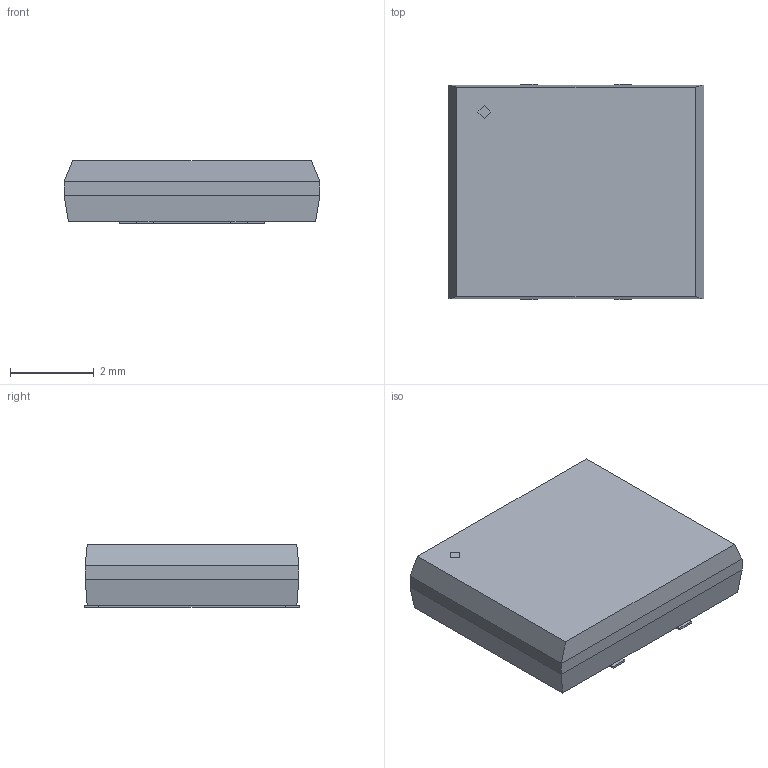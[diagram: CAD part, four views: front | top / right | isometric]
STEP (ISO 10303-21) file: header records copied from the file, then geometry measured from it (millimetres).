
FILE_DESCRIPTION(('STEP AP214'),'1');
FILE_NAME('DQY8_3P2X4P3','2019-04-28T03:39:14',(''),(''),'','','');
FILE_SCHEMA(('AUTOMOTIVE_DESIGN'));
Length unit declared in the file: millimetre
Products named in the file (1): product
Bounding box: 6.1 x 5.15 x 1.5 mm (x, y, z)
Volume: 0 mm3
Topology: 1 solids, 46 shells, 48 faces, 179 edges, 178 vertices
Faces by surface type: plane 47, cylinder 1
Full cylindrical faces by diameter (mm): 0.305 x1
Entity records: 2132 total; most frequent: CARTESIAN_POINT 413, VERTEX_POINT 354, DIRECTION 278, ORIENTED_EDGE 180, EDGE_CURVE 178, LINE 176, VECTOR 176, AXIS2_PLACEMENT_3D 59
